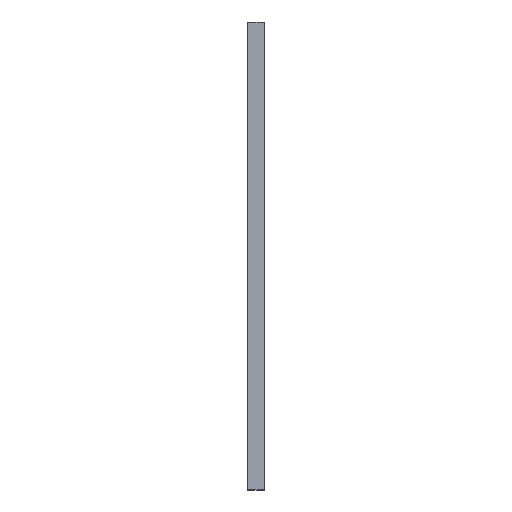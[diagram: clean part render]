
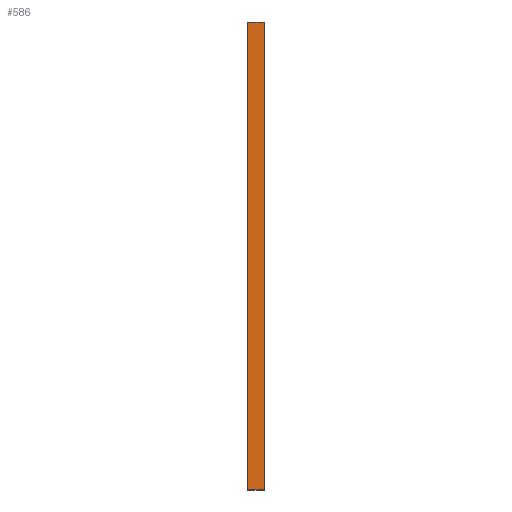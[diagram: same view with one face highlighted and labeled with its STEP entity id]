
A CAD part, left-side view. The second image highlights one B-rep face of the part: STEP entity #586.
In plain terms, the highlighted planar face has unit normal (-1, 0, 0).
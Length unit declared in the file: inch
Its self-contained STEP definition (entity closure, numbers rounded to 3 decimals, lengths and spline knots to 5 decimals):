
#27 = VERTEX_POINT ( 'NONE', #473 ) ;
#45 = DIRECTION ( 'NONE',  ( 0., -1., 0. ) ) ;
#82 = VECTOR ( 'NONE', #118, 39.37008 ) ;
#101 = FACE_OUTER_BOUND ( 'NONE', #1053, .T. ) ;
#118 = DIRECTION ( 'NONE',  ( 0., -1., 0. ) ) ;
#130 = AXIS2_PLACEMENT_3D ( 'NONE', #184, #671, #592 ) ;
#184 = CARTESIAN_POINT ( 'NONE',  ( -9.5, 0.125, -1.75 ) ) ;
#190 = CARTESIAN_POINT ( 'NONE',  ( -9.5, 0., -1.75 ) ) ;
#200 = CARTESIAN_POINT ( 'NONE',  ( -9.5, 0., 1.75 ) ) ;
#218 = LINE ( 'NONE', #190, #1169 ) ;
#221 = LINE ( 'NONE', #1205, #770 ) ;
#280 = EDGE_CURVE ( 'NONE', #1129, #593, #221, .T. ) ;
#320 = VERTEX_POINT ( 'NONE', #715 ) ;
#473 = CARTESIAN_POINT ( 'NONE',  ( -9.5, 0.125, -1.75 ) ) ;
#513 = CARTESIAN_POINT ( 'NONE',  ( -9.5, 0.125, -1.75 ) ) ;
#563 = EDGE_CURVE ( 'NONE', #27, #1129, #1091, .T. ) ;
#581 = ORIENTED_EDGE ( 'NONE', *, *, #782, .T. ) ;
#586 = ADVANCED_FACE ( 'NONE', ( #101 ), #599, .F. ) ;
#587 = ORIENTED_EDGE ( 'NONE', *, *, #983, .T. ) ;
#592 = DIRECTION ( 'NONE',  ( 0., 0., -1. ) ) ;
#593 = VERTEX_POINT ( 'NONE', #200 ) ;
#599 = PLANE ( 'NONE',  #130 ) ;
#650 = ORIENTED_EDGE ( 'NONE', *, *, #563, .F. ) ;
#671 = DIRECTION ( 'NONE',  ( 1., 0., 0. ) ) ;
#680 = VECTOR ( 'NONE', #963, 39.37008 ) ;
#715 = CARTESIAN_POINT ( 'NONE',  ( -9.5, 0., -1.75 ) ) ;
#770 = VECTOR ( 'NONE', #45, 39.37008 ) ;
#771 = DIRECTION ( 'NONE',  ( 0., 0., 1. ) ) ;
#782 = EDGE_CURVE ( 'NONE', #27, #320, #912, .T. ) ;
#795 = ORIENTED_EDGE ( 'NONE', *, *, #280, .F. ) ;
#882 = CARTESIAN_POINT ( 'NONE',  ( -9.5, 0.125, -1.75 ) ) ;
#912 = LINE ( 'NONE', #513, #82 ) ;
#963 = DIRECTION ( 'NONE',  ( 0., 0., 1. ) ) ;
#983 = EDGE_CURVE ( 'NONE', #320, #593, #218, .T. ) ;
#1010 = CARTESIAN_POINT ( 'NONE',  ( -9.5, 0.125, 1.75 ) ) ;
#1053 = EDGE_LOOP ( 'NONE', ( #587, #795, #650, #581 ) ) ;
#1091 = LINE ( 'NONE', #882, #680 ) ;
#1129 = VERTEX_POINT ( 'NONE', #1010 ) ;
#1169 = VECTOR ( 'NONE', #771, 39.37008 ) ;
#1205 = CARTESIAN_POINT ( 'NONE',  ( -9.5, 0.125, 1.75 ) ) ;
